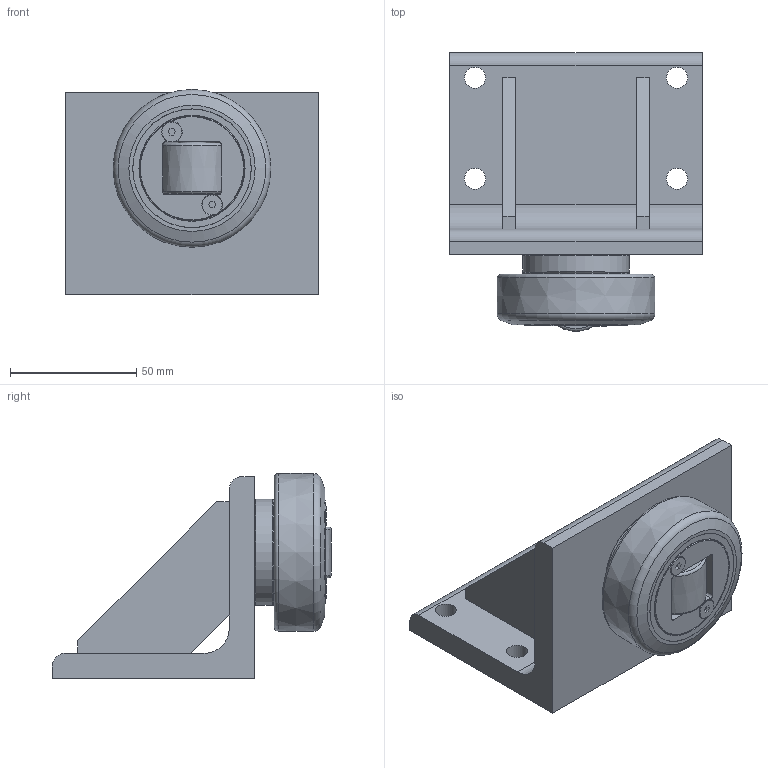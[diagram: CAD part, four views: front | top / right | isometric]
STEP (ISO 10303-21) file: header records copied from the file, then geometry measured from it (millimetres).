
FILE_DESCRIPTION(/* description */ ('-','CAx-IF Rec.Pracs.---Representation and Presentation of Product Manufacturing Information (PMI)---4.0---2014-10-13'),/* implementation_level */ '2;1');
FILE_NAME(/* name */ '2f637304-339c-40ca-965e-e2fb74cc1b31.stp',/* time_stamp */ '2020-04-01T16:05:32+02:00',/* author */ ('-'),/* organization */ ('NTI CADcenter A/S'),/* preprocessor_version */ 'ST-DEVELOPER v18',/* originating_system */ 'Autodesk Inventor 2020',/* authorisation */ '-');
FILE_SCHEMA (('AP242_MANAGED_MODEL_BASED_3D_ENGINEERING_MIM_LF { 1 0 10303 442 1 1 4 }'));
Length unit declared in the file: millimetre
Products named in the file (1): HTR 060.0200 BW1200_Kontur
Bounding box: 100 x 110.5 x 81.25 mm (x, y, z)
Volume: 231393.8 mm3; surface area: 73619.6 mm2
Topology: 1 solids, 1 shells, 456 faces, 1268 edges, 752 vertices
Faces by surface type: plane 258, cylinder 170, cone 13, torus 13, bspline 2
Full cylindrical faces by diameter (mm): 2 x1, 2.5 x2, 3 x1, 4 x3, 4.3 x2, 4.917 x1, 7.8 x2, 8.376 x4, 11 x3, 12.4 x2, 14.4 x2, 38 x2, 41.5 x1, 42 x2, 42.1 x3, 45 x1, 45.5 x1, 45.7 x2, 47 x4
Entity records: 15845 total; most frequent: DIRECTION 3100, CARTESIAN_POINT 2924, ORIENTED_EDGE 2676, AXIS2_PLACEMENT_3D 1339, EDGE_CURVE 1338, CIRCLE 881, VERTEX_POINT 752, EDGE_LOOP 502
